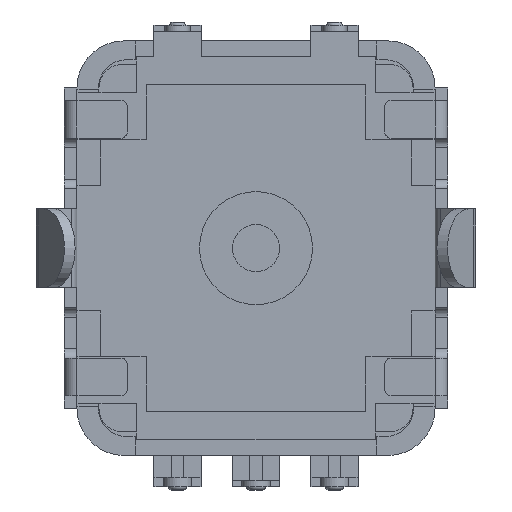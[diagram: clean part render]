
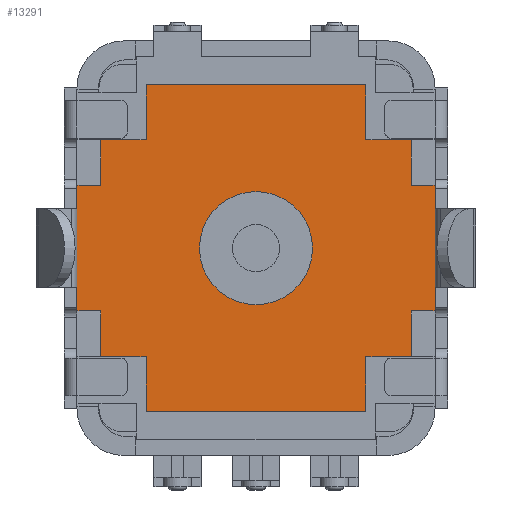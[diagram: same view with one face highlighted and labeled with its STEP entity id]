
A CAD part, front view. The second image highlights one B-rep face of the part: STEP entity #13291.
In plain terms, the highlighted planar face has unit normal (0, -1, 0).
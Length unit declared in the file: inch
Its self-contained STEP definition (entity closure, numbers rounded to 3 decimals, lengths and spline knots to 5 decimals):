
#4167=CARTESIAN_POINT('',(0.,-5.1,0.));
#4168=DIRECTION('',(0.,-1.,0.));
#4169=DIRECTION('',(1.,0.,0.));
#4170=AXIS2_PLACEMENT_3D('',#4167,#4168,#4169);
#4172=CARTESIAN_POINT('',(0.,-5.1,0.));
#4173=DIRECTION('',(0.,-1.,0.));
#4174=DIRECTION('',(-1.,0.,0.));
#4175=AXIS2_PLACEMENT_3D('',#4172,#4173,#4174);
#4187=DIRECTION('',(0.,0.,1.));
#4188=VECTOR('',#4187,0.75);
#4189=CARTESIAN_POINT('',(5.7,-5.1,-2.));
#4190=LINE('',#4189,#4188);
#4191=DIRECTION('',(1.,0.,0.));
#4192=VECTOR('',#4191,0.75);
#4193=CARTESIAN_POINT('',(4.95,-5.1,-2.));
#4194=LINE('',#4193,#4192);
#4195=DIRECTION('',(0.,0.,1.));
#4196=VECTOR('',#4195,1.45);
#4197=CARTESIAN_POINT('',(4.95,-5.1,-3.45));
#4198=LINE('',#4197,#4196);
#4199=DIRECTION('',(-1.,0.,0.));
#4200=VECTOR('',#4199,1.45);
#4201=CARTESIAN_POINT('',(4.95,-5.1,-3.45));
#4202=LINE('',#4201,#4200);
#4203=DIRECTION('',(0.,0.,-1.));
#4204=VECTOR('',#4203,1.75);
#4205=CARTESIAN_POINT('',(3.5,-5.1,-3.45));
#4206=LINE('',#4205,#4204);
#4207=DIRECTION('',(-1.,0.,0.));
#4208=VECTOR('',#4207,7.);
#4209=CARTESIAN_POINT('',(3.5,-5.1,-5.2));
#4210=LINE('',#4209,#4208);
#4211=DIRECTION('',(0.,0.,1.));
#4212=VECTOR('',#4211,1.75);
#4213=CARTESIAN_POINT('',(-3.5,-5.1,-5.2));
#4214=LINE('',#4213,#4212);
#4215=DIRECTION('',(1.,0.,0.));
#4216=VECTOR('',#4215,1.45);
#4217=CARTESIAN_POINT('',(-4.95,-5.1,-3.45));
#4218=LINE('',#4217,#4216);
#4219=DIRECTION('',(0.,0.,-1.));
#4220=VECTOR('',#4219,1.45);
#4221=CARTESIAN_POINT('',(-4.95,-5.1,-2.));
#4222=LINE('',#4221,#4220);
#4223=DIRECTION('',(1.,0.,0.));
#4224=VECTOR('',#4223,0.75);
#4225=CARTESIAN_POINT('',(-5.7,-5.1,-2.));
#4226=LINE('',#4225,#4224);
#4227=DIRECTION('',(0.,0.,-1.));
#4228=VECTOR('',#4227,0.75);
#4229=CARTESIAN_POINT('',(-5.7,-5.1,-1.25));
#4230=LINE('',#4229,#4228);
#4231=DIRECTION('',(0.,0.,1.));
#4232=VECTOR('',#4231,2.5);
#4233=CARTESIAN_POINT('',(-5.7,-5.1,-1.25));
#4234=LINE('',#4233,#4232);
#4235=DIRECTION('',(0.,0.,-1.));
#4236=VECTOR('',#4235,0.75);
#4237=CARTESIAN_POINT('',(-5.7,-5.1,2.));
#4238=LINE('',#4237,#4236);
#4239=DIRECTION('',(-1.,0.,0.));
#4240=VECTOR('',#4239,0.75);
#4241=CARTESIAN_POINT('',(-4.95,-5.1,2.));
#4242=LINE('',#4241,#4240);
#4243=DIRECTION('',(0.,0.,-1.));
#4244=VECTOR('',#4243,1.45);
#4245=CARTESIAN_POINT('',(-4.95,-5.1,3.45));
#4246=LINE('',#4245,#4244);
#4247=DIRECTION('',(1.,0.,0.));
#4248=VECTOR('',#4247,1.45);
#4249=CARTESIAN_POINT('',(-4.95,-5.1,3.45));
#4250=LINE('',#4249,#4248);
#4251=DIRECTION('',(0.,0.,1.));
#4252=VECTOR('',#4251,1.75);
#4253=CARTESIAN_POINT('',(-3.5,-5.1,3.45));
#4254=LINE('',#4253,#4252);
#4255=DIRECTION('',(1.,0.,0.));
#4256=VECTOR('',#4255,7.);
#4257=CARTESIAN_POINT('',(-3.5,-5.1,5.2));
#4258=LINE('',#4257,#4256);
#4259=DIRECTION('',(0.,0.,-1.));
#4260=VECTOR('',#4259,1.75);
#4261=CARTESIAN_POINT('',(3.5,-5.1,5.2));
#4262=LINE('',#4261,#4260);
#4263=DIRECTION('',(-1.,0.,0.));
#4264=VECTOR('',#4263,1.45);
#4265=CARTESIAN_POINT('',(4.95,-5.1,3.45));
#4266=LINE('',#4265,#4264);
#4267=DIRECTION('',(0.,0.,1.));
#4268=VECTOR('',#4267,1.45);
#4269=CARTESIAN_POINT('',(4.95,-5.1,2.));
#4270=LINE('',#4269,#4268);
#4271=DIRECTION('',(-1.,0.,0.));
#4272=VECTOR('',#4271,0.75);
#4273=CARTESIAN_POINT('',(5.7,-5.1,2.));
#4274=LINE('',#4273,#4272);
#4275=DIRECTION('',(0.,0.,1.));
#4276=VECTOR('',#4275,0.75);
#4277=CARTESIAN_POINT('',(5.7,-5.1,1.25));
#4278=LINE('',#4277,#4276);
#4279=DIRECTION('',(0.,0.,1.));
#4280=VECTOR('',#4279,2.5);
#4281=CARTESIAN_POINT('',(5.7,-5.1,-1.25));
#4282=LINE('',#4281,#4280);
#7044=CARTESIAN_POINT('',(4.95,-5.1,-2.));
#7045=CARTESIAN_POINT('',(5.7,-5.1,-2.));
#7046=VERTEX_POINT('',#7044);
#7047=VERTEX_POINT('',#7045);
#7048=CARTESIAN_POINT('',(5.7,-5.1,2.));
#7049=CARTESIAN_POINT('',(4.95,-5.1,2.));
#7050=VERTEX_POINT('',#7048);
#7051=VERTEX_POINT('',#7049);
#7052=CARTESIAN_POINT('',(-4.95,-5.1,2.));
#7053=CARTESIAN_POINT('',(-5.7,-5.1,2.));
#7054=VERTEX_POINT('',#7052);
#7055=VERTEX_POINT('',#7053);
#7056=CARTESIAN_POINT('',(-5.7,-5.1,-2.));
#7057=CARTESIAN_POINT('',(-4.95,-5.1,-2.));
#7058=VERTEX_POINT('',#7056);
#7059=VERTEX_POINT('',#7057);
#7100=CARTESIAN_POINT('',(4.95,-5.1,-3.45));
#7101=CARTESIAN_POINT('',(3.5,-5.1,-3.45));
#7102=VERTEX_POINT('',#7100);
#7103=VERTEX_POINT('',#7101);
#7104=CARTESIAN_POINT('',(3.5,-5.1,-5.2));
#7105=VERTEX_POINT('',#7104);
#7106=CARTESIAN_POINT('',(-3.5,-5.1,-5.2));
#7107=VERTEX_POINT('',#7106);
#7108=CARTESIAN_POINT('',(-3.5,-5.1,-3.45));
#7109=VERTEX_POINT('',#7108);
#7110=CARTESIAN_POINT('',(-4.95,-5.1,-3.45));
#7111=VERTEX_POINT('',#7110);
#7112=CARTESIAN_POINT('',(-4.95,-5.1,3.45));
#7113=CARTESIAN_POINT('',(-3.5,-5.1,3.45));
#7114=VERTEX_POINT('',#7112);
#7115=VERTEX_POINT('',#7113);
#7116=CARTESIAN_POINT('',(-3.5,-5.1,5.2));
#7117=VERTEX_POINT('',#7116);
#7118=CARTESIAN_POINT('',(3.5,-5.1,5.2));
#7119=VERTEX_POINT('',#7118);
#7120=CARTESIAN_POINT('',(3.5,-5.1,3.45));
#7121=VERTEX_POINT('',#7120);
#7122=CARTESIAN_POINT('',(4.95,-5.1,3.45));
#7123=VERTEX_POINT('',#7122);
#8084=CARTESIAN_POINT('',(1.8,-5.1,0.));
#8085=CARTESIAN_POINT('',(-1.8,-5.1,0.));
#8086=VERTEX_POINT('',#8084);
#8087=VERTEX_POINT('',#8085);
#8124=CARTESIAN_POINT('',(-5.7,-5.1,-1.25));
#8125=CARTESIAN_POINT('',(-5.7,-5.1,1.25));
#8126=VERTEX_POINT('',#8124);
#8127=VERTEX_POINT('',#8125);
#8156=CARTESIAN_POINT('',(5.7,-5.1,-1.25));
#8157=CARTESIAN_POINT('',(5.7,-5.1,1.25));
#8158=VERTEX_POINT('',#8156);
#8159=VERTEX_POINT('',#8157);
#13233=CARTESIAN_POINT('',(0.,-5.1,0.));
#13234=DIRECTION('',(0.,-1.,0.));
#13235=DIRECTION('',(-1.,0.,0.));
#13236=AXIS2_PLACEMENT_3D('',#13233,#13234,#13235);
#13237=PLANE('',#13236);
#13238=ORIENTED_EDGE('',*,*,#12769,.F.);
#13240=ORIENTED_EDGE('',*,*,#13239,.F.);
#13242=ORIENTED_EDGE('',*,*,#13241,.F.);
#13244=ORIENTED_EDGE('',*,*,#13243,.T.);
#13246=ORIENTED_EDGE('',*,*,#13245,.T.);
#13248=ORIENTED_EDGE('',*,*,#13247,.T.);
#13250=ORIENTED_EDGE('',*,*,#13249,.T.);
#13252=ORIENTED_EDGE('',*,*,#13251,.F.);
#13254=ORIENTED_EDGE('',*,*,#13253,.F.);
#13256=ORIENTED_EDGE('',*,*,#13255,.F.);
#13258=ORIENTED_EDGE('',*,*,#13257,.F.);
#13260=ORIENTED_EDGE('',*,*,#13259,.T.);
#13262=ORIENTED_EDGE('',*,*,#13261,.F.);
#13264=ORIENTED_EDGE('',*,*,#13263,.F.);
#13266=ORIENTED_EDGE('',*,*,#13265,.F.);
#13268=ORIENTED_EDGE('',*,*,#13267,.T.);
#13270=ORIENTED_EDGE('',*,*,#13269,.T.);
#13272=ORIENTED_EDGE('',*,*,#13271,.T.);
#13274=ORIENTED_EDGE('',*,*,#13273,.T.);
#13276=ORIENTED_EDGE('',*,*,#13275,.F.);
#13278=ORIENTED_EDGE('',*,*,#13277,.F.);
#13280=ORIENTED_EDGE('',*,*,#13279,.F.);
#13281=ORIENTED_EDGE('',*,*,#12721,.F.);
#13282=ORIENTED_EDGE('',*,*,#13177,.F.);
#13283=EDGE_LOOP('',(#13238,#13240,#13242,#13244,#13246,#13248,#13250,#13252,
#13254,#13256,#13258,#13260,#13262,#13264,#13266,#13268,#13270,#13272,#13274,
#13276,#13278,#13280,#13281,#13282));
#13284=FACE_OUTER_BOUND('',#13283,.F.);
#13286=ORIENTED_EDGE('',*,*,#13285,.T.);
#13288=ORIENTED_EDGE('',*,*,#13287,.T.);
#13289=EDGE_LOOP('',(#13286,#13288));
#13290=FACE_BOUND('',#13289,.F.);
#13291=ADVANCED_FACE('',(#13284,#13290),#13237,.T.);
#4171=CIRCLE('',#4170,1.8);
#4176=CIRCLE('',#4175,1.8);
#12721=EDGE_CURVE('',#8159,#7050,#4278,.T.);
#12769=EDGE_CURVE('',#7047,#8158,#4190,.T.);
#13177=EDGE_CURVE('',#8158,#8159,#4282,.T.);
#13239=EDGE_CURVE('',#7046,#7047,#4194,.T.);
#13241=EDGE_CURVE('',#7102,#7046,#4198,.T.);
#13243=EDGE_CURVE('',#7102,#7103,#4202,.T.);
#13245=EDGE_CURVE('',#7103,#7105,#4206,.T.);
#13247=EDGE_CURVE('',#7105,#7107,#4210,.T.);
#13249=EDGE_CURVE('',#7107,#7109,#4214,.T.);
#13251=EDGE_CURVE('',#7111,#7109,#4218,.T.);
#13253=EDGE_CURVE('',#7059,#7111,#4222,.T.);
#13255=EDGE_CURVE('',#7058,#7059,#4226,.T.);
#13257=EDGE_CURVE('',#8126,#7058,#4230,.T.);
#13259=EDGE_CURVE('',#8126,#8127,#4234,.T.);
#13261=EDGE_CURVE('',#7055,#8127,#4238,.T.);
#13263=EDGE_CURVE('',#7054,#7055,#4242,.T.);
#13265=EDGE_CURVE('',#7114,#7054,#4246,.T.);
#13267=EDGE_CURVE('',#7114,#7115,#4250,.T.);
#13269=EDGE_CURVE('',#7115,#7117,#4254,.T.);
#13271=EDGE_CURVE('',#7117,#7119,#4258,.T.);
#13273=EDGE_CURVE('',#7119,#7121,#4262,.T.);
#13275=EDGE_CURVE('',#7123,#7121,#4266,.T.);
#13277=EDGE_CURVE('',#7051,#7123,#4270,.T.);
#13279=EDGE_CURVE('',#7050,#7051,#4274,.T.);
#13285=EDGE_CURVE('',#8086,#8087,#4171,.T.);
#13287=EDGE_CURVE('',#8087,#8086,#4176,.T.);
